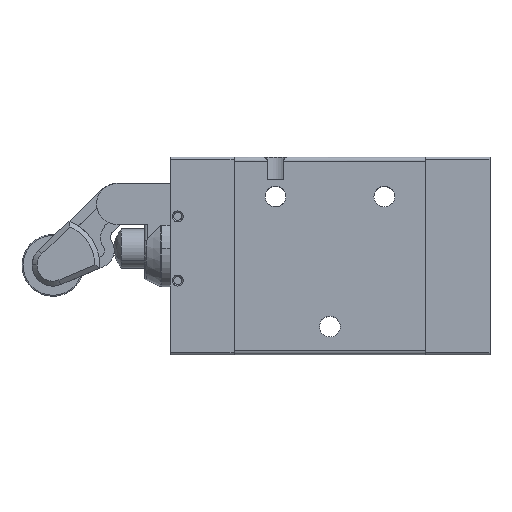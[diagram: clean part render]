
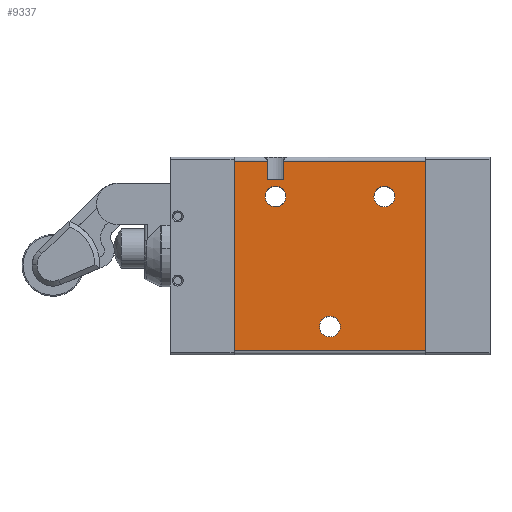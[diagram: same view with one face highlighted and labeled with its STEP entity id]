
A CAD part, top view. The second image highlights one B-rep face of the part: STEP entity #9337.
In plain terms, the highlighted planar face has unit normal (0, 0, 1).
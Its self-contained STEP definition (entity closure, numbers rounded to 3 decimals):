
#16 = DIRECTION ( 'NONE',  ( -1., 0., 0. ) ) ;
#92 = CARTESIAN_POINT ( 'NONE',  ( 19.4, 40., 25. ) ) ;
#177 = CARTESIAN_POINT ( 'NONE',  ( -8.9, 32., 25. ) ) ;
#253 = EDGE_CURVE ( 'NONE', #3340, #13153, #3974, .T. ) ;
#261 = VECTOR ( 'NONE', #5218, 1000. ) ;
#343 = EDGE_CURVE ( 'NONE', #13153, #7934, #14228, .T. ) ;
#478 = ORIENTED_EDGE ( 'NONE', *, *, #253, .T. ) ;
#565 = DIRECTION ( 'NONE',  ( 0., 0., -1. ) ) ;
#768 = VECTOR ( 'NONE', #8575, 1000. ) ;
#922 = ORIENTED_EDGE ( 'NONE', *, *, #2283, .F. ) ;
#944 = ORIENTED_EDGE ( 'NONE', *, *, #13632, .T. ) ;
#1263 = LINE ( 'NONE', #7017, #5531 ) ;
#1310 = CARTESIAN_POINT ( 'NONE',  ( -12.622, 39.2, 25. ) ) ;
#1458 = DIRECTION ( 'NONE',  ( 0., 0., 1. ) ) ;
#1654 = EDGE_CURVE ( 'NONE', #4222, #12144, #11379, .T. ) ;
#1660 = DIRECTION ( 'NONE',  ( 0., 0., 1. ) ) ;
#1724 = VERTEX_POINT ( 'NONE', #12301 ) ;
#1754 = CARTESIAN_POINT ( 'NONE',  ( 0., 5.7, 25. ) ) ;
#1867 = CARTESIAN_POINT ( 'NONE',  ( 19.4, 0., 25. ) ) ;
#2072 = AXIS2_PLACEMENT_3D ( 'NONE', #1867, #2094, #3117 ) ;
#2094 = DIRECTION ( 'NONE',  ( 0., 0., 1. ) ) ;
#2283 = EDGE_CURVE ( 'NONE', #5882, #6396, #8776, .T. ) ;
#2556 = CARTESIAN_POINT ( 'NONE',  ( 8.9, 32., 25. ) ) ;
#2908 = DIRECTION ( 'NONE',  ( 0., 0., 1. ) ) ;
#2970 = FACE_BOUND ( 'NONE', #4270, .T. ) ;
#3016 = CARTESIAN_POINT ( 'NONE',  ( 19.4, 35.4, 25. ) ) ;
#3083 = VERTEX_POINT ( 'NONE', #177 ) ;
#3117 = DIRECTION ( 'NONE',  ( 1., 0., 0. ) ) ;
#3340 = VERTEX_POINT ( 'NONE', #6382 ) ;
#3370 = ORIENTED_EDGE ( 'NONE', *, *, #6849, .F. ) ;
#3387 = VECTOR ( 'NONE', #8736, 1000. ) ;
#3428 = DIRECTION ( 'NONE',  ( -1., 0., 0. ) ) ;
#3810 = ORIENTED_EDGE ( 'NONE', *, *, #7080, .F. ) ;
#3853 = DIRECTION ( 'NONE',  ( 1., 0., 0. ) ) ;
#3892 = CIRCLE ( 'NONE', #13683, 2.1 ) ;
#3974 = LINE ( 'NONE', #92, #12533 ) ;
#4048 = VECTOR ( 'NONE', #13264, 1000. ) ;
#4163 = CARTESIAN_POINT ( 'NONE',  ( 2.1, 5.7, 25. ) ) ;
#4222 = VERTEX_POINT ( 'NONE', #5370 ) ;
#4245 = CARTESIAN_POINT ( 'NONE',  ( -19.4, 39.2, 25. ) ) ;
#4270 = EDGE_LOOP ( 'NONE', ( #4556, #9495 ) ) ;
#4289 = CARTESIAN_POINT ( 'NONE',  ( 0., 5.7, 25. ) ) ;
#4311 = ORIENTED_EDGE ( 'NONE', *, *, #9663, .F. ) ;
#4399 = LINE ( 'NONE', #12383, #6332 ) ;
#4481 = AXIS2_PLACEMENT_3D ( 'NONE', #10528, #2908, #10607 ) ;
#4540 = LINE ( 'NONE', #3016, #261 ) ;
#4556 = ORIENTED_EDGE ( 'NONE', *, *, #1654, .T. ) ;
#4666 = EDGE_CURVE ( 'NONE', #8388, #4963, #4399, .T. ) ;
#4918 = CIRCLE ( 'NONE', #6961, 2.1 ) ;
#4963 = VERTEX_POINT ( 'NONE', #12369 ) ;
#4993 = DIRECTION ( 'NONE',  ( 0., 1., 0. ) ) ;
#5042 = EDGE_LOOP ( 'NONE', ( #3810, #12126 ) ) ;
#5218 = DIRECTION ( 'NONE',  ( 1., 0., 0. ) ) ;
#5262 = AXIS2_PLACEMENT_3D ( 'NONE', #5991, #1660, #3853 ) ;
#5283 = CARTESIAN_POINT ( 'NONE',  ( -9.378, 39.2, 25. ) ) ;
#5295 = DIRECTION ( 'NONE',  ( 0., 0., -1. ) ) ;
#5370 = CARTESIAN_POINT ( 'NONE',  ( -2.1, 5.7, 25. ) ) ;
#5417 = LINE ( 'NONE', #10150, #4048 ) ;
#5491 = CARTESIAN_POINT ( 'NONE',  ( -9.378, 39.2, 25. ) ) ;
#5531 = VECTOR ( 'NONE', #6974, 1000. ) ;
#5797 = CARTESIAN_POINT ( 'NONE',  ( -19.4, 39.2, 25. ) ) ;
#5882 = VERTEX_POINT ( 'NONE', #14087 ) ;
#5884 = DIRECTION ( 'NONE',  ( 0., 0., 1. ) ) ;
#5991 = CARTESIAN_POINT ( 'NONE',  ( 11., 32., 25. ) ) ;
#6068 = EDGE_LOOP ( 'NONE', ( #10889, #944, #478, #6703, #4311, #9502, #3370, #10066 ) ) ;
#6332 = VECTOR ( 'NONE', #12515, 1000. ) ;
#6382 = CARTESIAN_POINT ( 'NONE',  ( 19.4, 0.8, 25. ) ) ;
#6396 = VERTEX_POINT ( 'NONE', #2556 ) ;
#6454 = EDGE_CURVE ( 'NONE', #12144, #4222, #3892, .T. ) ;
#6703 = ORIENTED_EDGE ( 'NONE', *, *, #343, .T. ) ;
#6840 = VERTEX_POINT ( 'NONE', #10100 ) ;
#6847 = CARTESIAN_POINT ( 'NONE',  ( -9.378, 35.4, 25. ) ) ;
#6849 = EDGE_CURVE ( 'NONE', #9530, #1724, #5417, .T. ) ;
#6882 = CARTESIAN_POINT ( 'NONE',  ( 19.4, 39.2, 25. ) ) ;
#6961 = AXIS2_PLACEMENT_3D ( 'NONE', #13451, #1458, #8154 ) ;
#6974 = DIRECTION ( 'NONE',  ( 0., 1., 0. ) ) ;
#7017 = CARTESIAN_POINT ( 'NONE',  ( -9.378, 40., 25. ) ) ;
#7059 = EDGE_LOOP ( 'NONE', ( #922, #11938 ) ) ;
#7080 = EDGE_CURVE ( 'NONE', #3083, #6840, #4918, .T. ) ;
#7314 = EDGE_CURVE ( 'NONE', #1724, #12670, #4540, .T. ) ;
#7431 = VECTOR ( 'NONE', #3428, 1000. ) ;
#7484 = LINE ( 'NONE', #4245, #768 ) ;
#7934 = VERTEX_POINT ( 'NONE', #5283 ) ;
#8103 = CARTESIAN_POINT ( 'NONE',  ( 11., 32., 25. ) ) ;
#8154 = DIRECTION ( 'NONE',  ( 1., 0., 0. ) ) ;
#8184 = EDGE_CURVE ( 'NONE', #9530, #8388, #7484, .T. ) ;
#8388 = VERTEX_POINT ( 'NONE', #5797 ) ;
#8575 = DIRECTION ( 'NONE',  ( -1., 0., 0. ) ) ;
#8736 = DIRECTION ( 'NONE',  ( 1., 0., 0. ) ) ;
#8776 = CIRCLE ( 'NONE', #13648, 2.1 ) ;
#9266 = LINE ( 'NONE', #13184, #3387 ) ;
#9337 = ADVANCED_FACE ( 'NONE', ( #9860, #11730, #2970, #12735 ), #12786, .T. ) ;
#9451 = DIRECTION ( 'NONE',  ( -1., 0., 0. ) ) ;
#9495 = ORIENTED_EDGE ( 'NONE', *, *, #6454, .T. ) ;
#9502 = ORIENTED_EDGE ( 'NONE', *, *, #7314, .F. ) ;
#9530 = VERTEX_POINT ( 'NONE', #1310 ) ;
#9663 = EDGE_CURVE ( 'NONE', #12670, #7934, #1263, .T. ) ;
#9823 = EDGE_CURVE ( 'NONE', #6840, #3083, #10190, .T. ) ;
#9860 = FACE_BOUND ( 'NONE', #5042, .T. ) ;
#10066 = ORIENTED_EDGE ( 'NONE', *, *, #8184, .T. ) ;
#10100 = CARTESIAN_POINT ( 'NONE',  ( -13.1, 32., 25. ) ) ;
#10150 = CARTESIAN_POINT ( 'NONE',  ( -12.622, 40., 25. ) ) ;
#10190 = CIRCLE ( 'NONE', #4481, 2.1 ) ;
#10528 = CARTESIAN_POINT ( 'NONE',  ( -11., 32., 25. ) ) ;
#10607 = DIRECTION ( 'NONE',  ( 1., 0., 0. ) ) ;
#10659 = AXIS2_PLACEMENT_3D ( 'NONE', #4289, #5295, #16 ) ;
#10889 = ORIENTED_EDGE ( 'NONE', *, *, #4666, .T. ) ;
#11379 = CIRCLE ( 'NONE', #10659, 2.1 ) ;
#11730 = FACE_BOUND ( 'NONE', #7059, .T. ) ;
#11938 = ORIENTED_EDGE ( 'NONE', *, *, #13687, .F. ) ;
#11969 = CIRCLE ( 'NONE', #5262, 2.1 ) ;
#12126 = ORIENTED_EDGE ( 'NONE', *, *, #9823, .F. ) ;
#12144 = VERTEX_POINT ( 'NONE', #4163 ) ;
#12301 = CARTESIAN_POINT ( 'NONE',  ( -12.622, 35.4, 25. ) ) ;
#12369 = CARTESIAN_POINT ( 'NONE',  ( -19.4, 0.8, 25. ) ) ;
#12383 = CARTESIAN_POINT ( 'NONE',  ( -19.4, 40., 25. ) ) ;
#12515 = DIRECTION ( 'NONE',  ( 0., -1., 0. ) ) ;
#12533 = VECTOR ( 'NONE', #4993, 1000. ) ;
#12670 = VERTEX_POINT ( 'NONE', #6847 ) ;
#12735 = FACE_OUTER_BOUND ( 'NONE', #6068, .T. ) ;
#12786 = PLANE ( 'NONE',  #2072 ) ;
#13153 = VERTEX_POINT ( 'NONE', #6882 ) ;
#13184 = CARTESIAN_POINT ( 'NONE',  ( 19.4, 0.8, 25. ) ) ;
#13264 = DIRECTION ( 'NONE',  ( 0., -1., 0. ) ) ;
#13451 = CARTESIAN_POINT ( 'NONE',  ( -11., 32., 25. ) ) ;
#13500 = DIRECTION ( 'NONE',  ( 1., 0., 0. ) ) ;
#13632 = EDGE_CURVE ( 'NONE', #4963, #3340, #9266, .T. ) ;
#13648 = AXIS2_PLACEMENT_3D ( 'NONE', #8103, #5884, #13500 ) ;
#13683 = AXIS2_PLACEMENT_3D ( 'NONE', #1754, #565, #9451 ) ;
#13687 = EDGE_CURVE ( 'NONE', #6396, #5882, #11969, .T. ) ;
#14087 = CARTESIAN_POINT ( 'NONE',  ( 13.1, 32., 25. ) ) ;
#14228 = LINE ( 'NONE', #5491, #7431 ) ;
